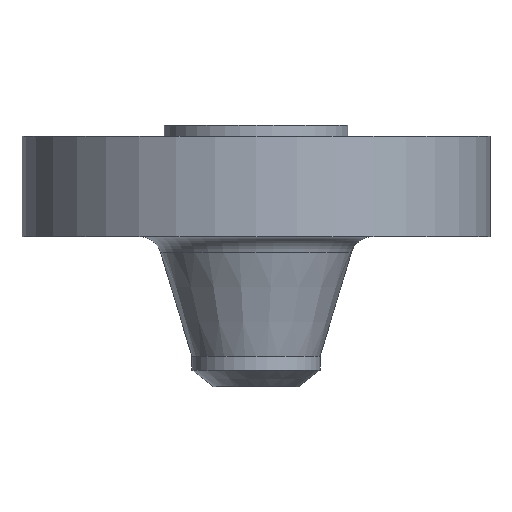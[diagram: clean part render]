
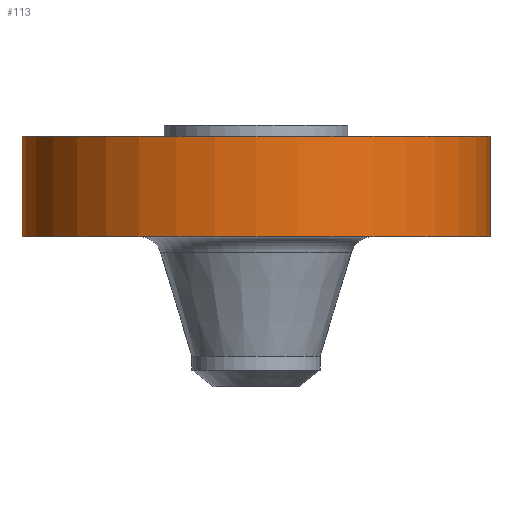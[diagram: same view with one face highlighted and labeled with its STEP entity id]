
A CAD part, front view. The second image highlights one B-rep face of the part: STEP entity #113.
In plain terms, the highlighted cylindrical face has radius 133.35 mm (diameter 266.7 mm), a partial arc.
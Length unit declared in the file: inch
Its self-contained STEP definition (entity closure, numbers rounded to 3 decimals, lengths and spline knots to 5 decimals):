
#31 = AXIS2_PLACEMENT_3D ( 'NONE', #522, #455, #518 ) ;
#74 = ORIENTED_EDGE ( 'NONE', *, *, #1135, .T. ) ;
#84 = CIRCLE ( 'NONE', #31, 5.25 ) ;
#85 = VERTEX_POINT ( 'NONE', #223 ) ;
#113 = ADVANCED_FACE ( 'NONE', ( #1017 ), #570, .T. ) ;
#124 = VECTOR ( 'NONE', #300, 39.37008 ) ;
#211 = DIRECTION ( 'NONE',  ( 0., 0., 1. ) ) ;
#223 = CARTESIAN_POINT ( 'NONE',  ( 5.25, 0., -0.25 ) ) ;
#300 = DIRECTION ( 'NONE',  ( 0., 0., 1. ) ) ;
#315 = EDGE_CURVE ( 'NONE', #1013, #85, #84, .T. ) ;
#399 = DIRECTION ( 'NONE',  ( 1., 0., 0. ) ) ;
#408 = DIRECTION ( 'NONE',  ( 1., 0., 0. ) ) ;
#455 = DIRECTION ( 'NONE',  ( 0., 0., 1. ) ) ;
#480 = VECTOR ( 'NONE', #211, 39.37008 ) ;
#482 = CIRCLE ( 'NONE', #797, 5.25 ) ;
#483 = EDGE_CURVE ( 'NONE', #860, #85, #822, .T. ) ;
#487 = DIRECTION ( 'NONE',  ( 0., 0., 1. ) ) ;
#518 = DIRECTION ( 'NONE',  ( 1., 0., 0. ) ) ;
#522 = CARTESIAN_POINT ( 'NONE',  ( 0., 0., -0.25 ) ) ;
#570 = CYLINDRICAL_SURFACE ( 'NONE', #992, 5.25 ) ;
#641 = EDGE_CURVE ( 'NONE', #881, #1013, #734, .T. ) ;
#694 = CARTESIAN_POINT ( 'NONE',  ( -5.25, 0., -2.5 ) ) ;
#734 = LINE ( 'NONE', #818, #480 ) ;
#797 = AXIS2_PLACEMENT_3D ( 'NONE', #1039, #934, #408 ) ;
#818 = CARTESIAN_POINT ( 'NONE',  ( -5.25, 0., 0. ) ) ;
#822 = LINE ( 'NONE', #1081, #124 ) ;
#860 = VERTEX_POINT ( 'NONE', #893 ) ;
#881 = VERTEX_POINT ( 'NONE', #694 ) ;
#893 = CARTESIAN_POINT ( 'NONE',  ( 5.25, 0., -2.5 ) ) ;
#933 = CARTESIAN_POINT ( 'NONE',  ( 0., 0., 0. ) ) ;
#934 = DIRECTION ( 'NONE',  ( 0., 0., 1. ) ) ;
#963 = EDGE_LOOP ( 'NONE', ( #1130, #74, #1044, #975 ) ) ;
#975 = ORIENTED_EDGE ( 'NONE', *, *, #315, .F. ) ;
#992 = AXIS2_PLACEMENT_3D ( 'NONE', #933, #487, #399 ) ;
#999 = CARTESIAN_POINT ( 'NONE',  ( -5.25, 0., -0.25 ) ) ;
#1013 = VERTEX_POINT ( 'NONE', #999 ) ;
#1017 = FACE_OUTER_BOUND ( 'NONE', #963, .T. ) ;
#1039 = CARTESIAN_POINT ( 'NONE',  ( 0., 0., -2.5 ) ) ;
#1044 = ORIENTED_EDGE ( 'NONE', *, *, #483, .T. ) ;
#1081 = CARTESIAN_POINT ( 'NONE',  ( 5.25, 0., 0. ) ) ;
#1130 = ORIENTED_EDGE ( 'NONE', *, *, #641, .F. ) ;
#1135 = EDGE_CURVE ( 'NONE', #881, #860, #482, .T. ) ;
